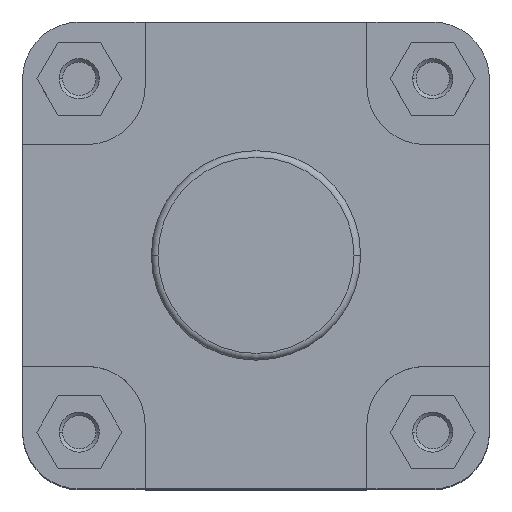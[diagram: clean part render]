
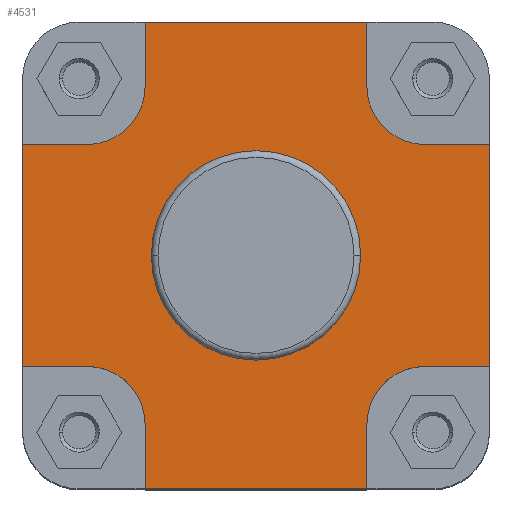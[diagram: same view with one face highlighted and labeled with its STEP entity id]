
A CAD part, top view. The second image highlights one B-rep face of the part: STEP entity #4531.
In plain terms, the highlighted planar face has unit normal (0, 0, 1).
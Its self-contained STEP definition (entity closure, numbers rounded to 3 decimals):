
#311 = EDGE_LOOP ( 'NONE', ( #1901, #1902, #1903, #1904, #1905, #1906, #1907, #1908, #1909, #1910, #1911, #1912, #1913, #1914, #1915, #1916 ) ) ;
#313 = EDGE_LOOP ( 'NONE', ( #1899, #1900 ) ) ;
#892 = LINE ( 'NONE', #3325, #902 ) ;
#894 = VECTOR ( 'NONE', #3322, 1000. ) ;
#895 = VECTOR ( 'NONE', #3326, 1000. ) ;
#896 = LINE ( 'NONE', #3329, #905 ) ;
#897 = LINE ( 'NONE', #3316, #894 ) ;
#899 = LINE ( 'NONE', #3327, #903 ) ;
#900 = LINE ( 'NONE', #3315, #895 ) ;
#901 = CIRCLE ( 'NONE', #2842, 17.5 ) ;
#902 = VECTOR ( 'NONE', #3328, 1000. ) ;
#903 = VECTOR ( 'NONE', #3331, 1000. ) ;
#905 = VECTOR ( 'NONE', #3333, 1000. ) ;
#909 = CIRCLE ( 'NONE', #2843, 17.5 ) ;
#928 = VECTOR ( 'NONE', #3373, 1000. ) ;
#929 = LINE ( 'NONE', #3386, #947 ) ;
#936 = LINE ( 'NONE', #3358, #928 ) ;
#944 = LINE ( 'NONE', #3374, #946 ) ;
#945 = CIRCLE ( 'NONE', #2847, 17.5 ) ;
#946 = VECTOR ( 'NONE', #3387, 1000. ) ;
#947 = VECTOR ( 'NONE', #3390, 1000. ) ;
#996 = VECTOR ( 'NONE', #3489, 1000. ) ;
#1005 = LINE ( 'NONE', #3475, #1006 ) ;
#1006 = VECTOR ( 'NONE', #3476, 1000. ) ;
#1008 = LINE ( 'NONE', #3488, #996 ) ;
#1010 = CIRCLE ( 'NONE', #2871, 17.5 ) ;
#1012 = LINE ( 'NONE', #3477, #1014 ) ;
#1013 = CIRCLE ( 'NONE', #2868, 31.4 ) ;
#1014 = VECTOR ( 'NONE', #3490, 1000. ) ;
#1100 = CIRCLE ( 'NONE', #2894, 31.4 ) ;
#1899 = ORIENTED_EDGE ( 'NONE', *, *, #2498, .F. ) ;
#1900 = ORIENTED_EDGE ( 'NONE', *, *, #2448, .F. ) ;
#1901 = ORIENTED_EDGE ( 'NONE', *, *, #2449, .T. ) ;
#1902 = ORIENTED_EDGE ( 'NONE', *, *, #2444, .F. ) ;
#1903 = ORIENTED_EDGE ( 'NONE', *, *, #2446, .F. ) ;
#1904 = ORIENTED_EDGE ( 'NONE', *, *, #2607, .F. ) ;
#1905 = ORIENTED_EDGE ( 'NONE', *, *, #2450, .T. ) ;
#1906 = ORIENTED_EDGE ( 'NONE', *, *, #2379, .F. ) ;
#1907 = ORIENTED_EDGE ( 'NONE', *, *, #2381, .F. ) ;
#1908 = ORIENTED_EDGE ( 'NONE', *, *, #2377, .F. ) ;
#1909 = ORIENTED_EDGE ( 'NONE', *, *, #2376, .F. ) ;
#1910 = ORIENTED_EDGE ( 'NONE', *, *, #2375, .F. ) ;
#1911 = ORIENTED_EDGE ( 'NONE', *, *, #2374, .F. ) ;
#1912 = ORIENTED_EDGE ( 'NONE', *, *, #2406, .F. ) ;
#1913 = ORIENTED_EDGE ( 'NONE', *, *, #2407, .F. ) ;
#1914 = ORIENTED_EDGE ( 'NONE', *, *, #2373, .F. ) ;
#1915 = ORIENTED_EDGE ( 'NONE', *, *, #2404, .F. ) ;
#1916 = ORIENTED_EDGE ( 'NONE', *, *, #2400, .F. ) ;
#2373 = EDGE_CURVE ( 'NONE', #7283, #7344, #897, .T. ) ;
#2374 = EDGE_CURVE ( 'NONE', #7495, #7591, #901, .T. ) ;
#2375 = EDGE_CURVE ( 'NONE', #7591, #7292, #900, .T. ) ;
#2376 = EDGE_CURVE ( 'NONE', #7292, #7502, #892, .T. ) ;
#2377 = EDGE_CURVE ( 'NONE', #7502, #7449, #899, .T. ) ;
#2379 = EDGE_CURVE ( 'NONE', #7361, #7597, #896, .T. ) ;
#2381 = EDGE_CURVE ( 'NONE', #7449, #7361, #909, .T. ) ;
#2400 = EDGE_CURVE ( 'NONE', #7295, #7293, #936, .T. ) ;
#2404 = EDGE_CURVE ( 'NONE', #7293, #7283, #945, .T. ) ;
#2406 = EDGE_CURVE ( 'NONE', #7579, #7495, #944, .T. ) ;
#2407 = EDGE_CURVE ( 'NONE', #7344, #7579, #929, .T. ) ;
#2444 = EDGE_CURVE ( 'NONE', #7473, #7527, #1005, .T. ) ;
#2446 = EDGE_CURVE ( 'NONE', #7462, #7473, #1010, .T. ) ;
#2448 = EDGE_CURVE ( 'NONE', #7563, #7465, #1013, .T. ) ;
#2449 = EDGE_CURVE ( 'NONE', #7295, #7527, #1008, .T. ) ;
#2450 = EDGE_CURVE ( 'NONE', #7461, #7597, #1012, .T. ) ;
#2498 = EDGE_CURVE ( 'NONE', #7465, #7563, #1100, .T. ) ;
#2607 = EDGE_CURVE ( 'NONE', #7461, #7462, #4773, .T. ) ;
#2842 = AXIS2_PLACEMENT_3D ( 'NONE', #3321, #3323, #3324 ) ;
#2843 = AXIS2_PLACEMENT_3D ( 'NONE', #3332, #3334, #3335 ) ;
#2847 = AXIS2_PLACEMENT_3D ( 'NONE', #3381, #3382, #3383 ) ;
#2868 = AXIS2_PLACEMENT_3D ( 'NONE', #3485, #3486, #3487 ) ;
#2871 = AXIS2_PLACEMENT_3D ( 'NONE', #3479, #3480, #3481 ) ;
#2894 = AXIS2_PLACEMENT_3D ( 'NONE', #3594, #3597, #3598 ) ;
#3038 = AXIS2_PLACEMENT_3D ( 'NONE', #4209, #4211, #4212 ) ;
#3315 = CARTESIAN_POINT ( 'NONE',  ( 70., 33.25, -6. ) ) ;
#3316 = CARTESIAN_POINT ( 'NONE',  ( -33.25, 70., -6. ) ) ;
#3321 = CARTESIAN_POINT ( 'NONE',  ( 50.75, 50.75, -6. ) ) ;
#3322 = DIRECTION ( 'NONE',  ( 0., 1., 0. ) ) ;
#3323 = DIRECTION ( 'NONE',  ( 0., 0., 1. ) ) ;
#3324 = DIRECTION ( 'NONE',  ( -1., 0., 0. ) ) ;
#3325 = CARTESIAN_POINT ( 'NONE',  ( 70., -154.141, -6. ) ) ;
#3326 = DIRECTION ( 'NONE',  ( 1., 0., 0. ) ) ;
#3327 = CARTESIAN_POINT ( 'NONE',  ( 50.75, -33.25, -6. ) ) ;
#3328 = DIRECTION ( 'NONE',  ( 0., -1., 0. ) ) ;
#3329 = CARTESIAN_POINT ( 'NONE',  ( 33.25, -70., -6. ) ) ;
#3331 = DIRECTION ( 'NONE',  ( -1., 0., 0. ) ) ;
#3332 = CARTESIAN_POINT ( 'NONE',  ( 50.75, -50.75, -6. ) ) ;
#3333 = DIRECTION ( 'NONE',  ( 0., -1., 0. ) ) ;
#3334 = DIRECTION ( 'NONE',  ( 0., 0., 1. ) ) ;
#3335 = DIRECTION ( 'NONE',  ( -1., 0., 0. ) ) ;
#3358 = CARTESIAN_POINT ( 'NONE',  ( -50.75, 33.25, -6. ) ) ;
#3373 = DIRECTION ( 'NONE',  ( 1., 0., 0. ) ) ;
#3374 = CARTESIAN_POINT ( 'NONE',  ( 33.25, 50.75, -6. ) ) ;
#3381 = CARTESIAN_POINT ( 'NONE',  ( -50.75, 50.75, -6. ) ) ;
#3382 = DIRECTION ( 'NONE',  ( 0., 0., 1. ) ) ;
#3383 = DIRECTION ( 'NONE',  ( -1., 0., 0. ) ) ;
#3386 = CARTESIAN_POINT ( 'NONE',  ( 0., 70., -6. ) ) ;
#3387 = DIRECTION ( 'NONE',  ( 0., -1., 0. ) ) ;
#3390 = DIRECTION ( 'NONE',  ( 1., 0., 0. ) ) ;
#3475 = CARTESIAN_POINT ( 'NONE',  ( -70., -33.25, -6. ) ) ;
#3476 = DIRECTION ( 'NONE',  ( -1., 0., 0. ) ) ;
#3477 = CARTESIAN_POINT ( 'NONE',  ( 0., -70., -6. ) ) ;
#3479 = CARTESIAN_POINT ( 'NONE',  ( -50.75, -50.75, -6. ) ) ;
#3480 = DIRECTION ( 'NONE',  ( 0., 0., 1. ) ) ;
#3481 = DIRECTION ( 'NONE',  ( -1., 0., 0. ) ) ;
#3485 = CARTESIAN_POINT ( 'NONE',  ( 0., 0., -6. ) ) ;
#3486 = DIRECTION ( 'NONE',  ( 0., 0., 1. ) ) ;
#3487 = DIRECTION ( 'NONE',  ( 1., 0., 0. ) ) ;
#3488 = CARTESIAN_POINT ( 'NONE',  ( -70., -154.141, -6. ) ) ;
#3489 = DIRECTION ( 'NONE',  ( 0., -1., 0. ) ) ;
#3490 = DIRECTION ( 'NONE',  ( 1., 0., 0. ) ) ;
#3594 = CARTESIAN_POINT ( 'NONE',  ( 0., 0., -6. ) ) ;
#3597 = DIRECTION ( 'NONE',  ( 0., 0., 1. ) ) ;
#3598 = DIRECTION ( 'NONE',  ( 1., 0., 0. ) ) ;
#3842 = CARTESIAN_POINT ( 'NONE',  ( -33.25, -50.75, -6. ) ) ;
#3843 = DIRECTION ( 'NONE',  ( 0., 1., 0. ) ) ;
#4209 = CARTESIAN_POINT ( 'NONE',  ( 0., 31.4, -6. ) ) ;
#4210 = PLANE ( 'NONE',  #3038 ) ;
#4211 = DIRECTION ( 'NONE',  ( 0., 0., -1. ) ) ;
#4212 = DIRECTION ( 'NONE',  ( -1., 0., 0. ) ) ;
#4531 = ADVANCED_FACE ( 'NONE', ( #4994, #4996 ), #4210, .F. ) ;
#4767 = VECTOR ( 'NONE', #3843, 1000. ) ;
#4773 = LINE ( 'NONE', #3842, #4767 ) ;
#4994 = FACE_BOUND ( 'NONE', #313, .T. ) ;
#4996 = FACE_OUTER_BOUND ( 'NONE', #311, .T. ) ;
#6186 = CARTESIAN_POINT ( 'NONE',  ( -33.25, 50.75, -6. ) ) ;
#6195 = CARTESIAN_POINT ( 'NONE',  ( 70., 33.25, -6. ) ) ;
#6196 = CARTESIAN_POINT ( 'NONE',  ( -50.75, 33.25, -6. ) ) ;
#6198 = CARTESIAN_POINT ( 'NONE',  ( -70., 33.25, -6. ) ) ;
#6245 = CARTESIAN_POINT ( 'NONE',  ( -33.25, 70., -6. ) ) ;
#6258 = CARTESIAN_POINT ( 'NONE',  ( 33.25, -50.75, -6. ) ) ;
#6316 = CARTESIAN_POINT ( 'NONE',  ( 50.75, -33.25, -6. ) ) ;
#6326 = CARTESIAN_POINT ( 'NONE',  ( -33.25, -70., -6. ) ) ;
#6327 = CARTESIAN_POINT ( 'NONE',  ( -33.25, -50.75, -6. ) ) ;
#6329 = CARTESIAN_POINT ( 'NONE',  ( 31.4, 0., -6. ) ) ;
#6337 = CARTESIAN_POINT ( 'NONE',  ( -50.75, -33.25, -6. ) ) ;
#6357 = CARTESIAN_POINT ( 'NONE',  ( 33.25, 50.75, -6. ) ) ;
#6363 = CARTESIAN_POINT ( 'NONE',  ( 70., -33.25, -6. ) ) ;
#6365 = CARTESIAN_POINT ( 'NONE',  ( -70., -33.25, -6. ) ) ;
#6408 = CARTESIAN_POINT ( 'NONE',  ( -31.4, 0., -6. ) ) ;
#6421 = CARTESIAN_POINT ( 'NONE',  ( 33.25, 70., -6. ) ) ;
#6432 = CARTESIAN_POINT ( 'NONE',  ( 50.75, 33.25, -6. ) ) ;
#6438 = CARTESIAN_POINT ( 'NONE',  ( 33.25, -70., -6. ) ) ;
#7283 = VERTEX_POINT ( 'NONE', #6186 ) ;
#7292 = VERTEX_POINT ( 'NONE', #6195 ) ;
#7293 = VERTEX_POINT ( 'NONE', #6196 ) ;
#7295 = VERTEX_POINT ( 'NONE', #6198 ) ;
#7344 = VERTEX_POINT ( 'NONE', #6245 ) ;
#7361 = VERTEX_POINT ( 'NONE', #6258 ) ;
#7449 = VERTEX_POINT ( 'NONE', #6316 ) ;
#7461 = VERTEX_POINT ( 'NONE', #6326 ) ;
#7462 = VERTEX_POINT ( 'NONE', #6327 ) ;
#7465 = VERTEX_POINT ( 'NONE', #6329 ) ;
#7473 = VERTEX_POINT ( 'NONE', #6337 ) ;
#7495 = VERTEX_POINT ( 'NONE', #6357 ) ;
#7502 = VERTEX_POINT ( 'NONE', #6363 ) ;
#7527 = VERTEX_POINT ( 'NONE', #6365 ) ;
#7563 = VERTEX_POINT ( 'NONE', #6408 ) ;
#7579 = VERTEX_POINT ( 'NONE', #6421 ) ;
#7591 = VERTEX_POINT ( 'NONE', #6432 ) ;
#7597 = VERTEX_POINT ( 'NONE', #6438 ) ;
